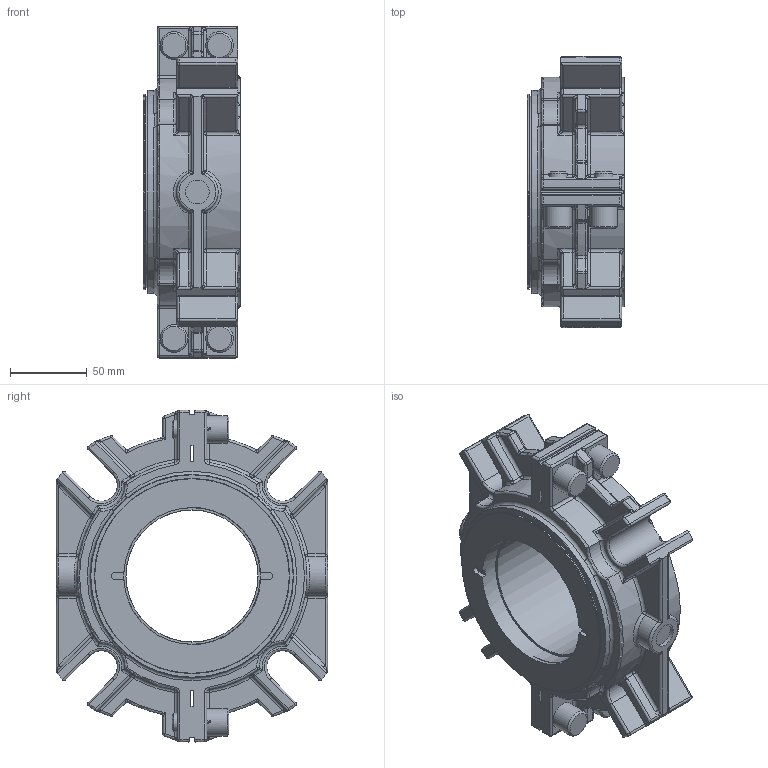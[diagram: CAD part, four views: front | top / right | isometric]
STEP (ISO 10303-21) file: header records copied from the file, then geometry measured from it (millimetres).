
FILE_DESCRIPTION(/* description */ ('Unknown'),/* implementation_level */ '2;1');
FILE_NAME(/* name */ '3.375 RDSX -28_22 SEAL ARRANGEMENT',/* time_stamp */ '2023-02-21T14:20:51-05:00',/* author */ ('Unknown'),/* organization */ ('Unknown'),/* preprocessor_version */ 'ST-DEVELOPER v16.7',/* originating_system */ 'Solid Edge',/* authorisation */ 'Unknown');
FILE_SCHEMA (('AUTOMOTIVE_DESIGN {1 0 10303 214 3 1 1}'));
Length unit declared in the file: millimetre
Products named in the file (1): 3209501
Bounding box: 63.5 x 176.26 x 215.84 mm (x, y, z)
Volume: 927279.4 mm3; surface area: 125270.6 mm2
Topology: 1 solids, 1 shells, 905 faces, 2297 edges, 1337 vertices
Faces by surface type: cylinder 283, plane 223, bspline 212, torus 116, sphere 58, cone 13
Full cylindrical faces by diameter (mm): 12 x8, 15.342 x2, 18 x4, 85.725 x1, 85.852 x1, 88.9 x1, 124.46 x1, 127 x1, 132.08 x1, 142.875 x1, 143.383 x1
Entity records: 29302 total; most frequent: CARTESIAN_POINT 9516, ORIENTED_EDGE 4286, DIRECTION 3916, EDGE_CURVE 2143, AXIS2_PLACEMENT_3D 1568, VERTEX_POINT 1302, EDGE_LOOP 975, FACE_BOUND 975
